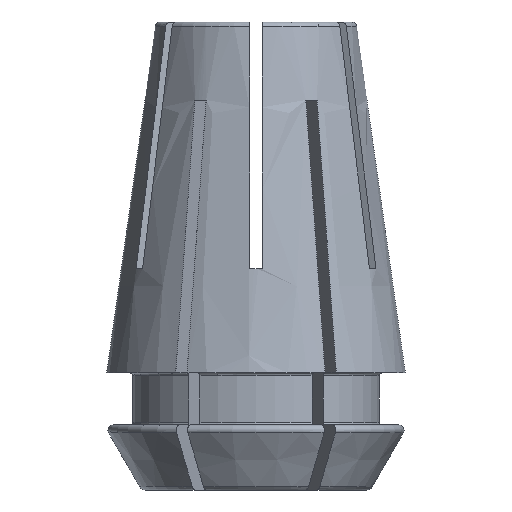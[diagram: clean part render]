
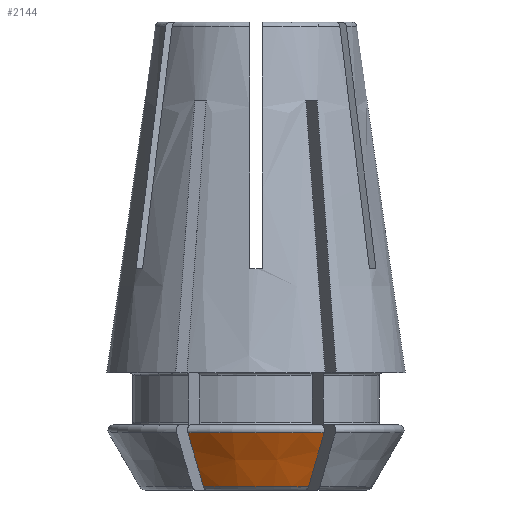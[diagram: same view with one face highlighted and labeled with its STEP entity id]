
A CAD part, left-side view. The second image highlights one B-rep face of the part: STEP entity #2144.
In plain terms, the highlighted conical face has half-angle 30 degrees and reference radius 5.623 mm.
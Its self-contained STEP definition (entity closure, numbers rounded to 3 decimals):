
#20=CONICAL_SURFACE('',#2378,5.623,0.524);
#208=CIRCLE('',#2250,5.677);
#230=CIRCLE('',#2291,9259.701);
#277=CIRCLE('',#2379,9259.701);
#278=CIRCLE('',#2380,4.479);
#692=ORIENTED_EDGE('',*,*,#1266,.T.);
#693=ORIENTED_EDGE('',*,*,#1069,.T.);
#694=ORIENTED_EDGE('',*,*,#1153,.F.);
#695=ORIENTED_EDGE('',*,*,#1267,.T.);
#1069=EDGE_CURVE('',#1410,#1408,#208,.T.);
#1153=EDGE_CURVE('',#1468,#1408,#230,.T.);
#1266=EDGE_CURVE('',#1541,#1410,#277,.T.);
#1267=EDGE_CURVE('',#1468,#1541,#278,.T.);
#1408=VERTEX_POINT('',#3267);
#1410=VERTEX_POINT('',#3270);
#1468=VERTEX_POINT('',#3521);
#1541=VERTEX_POINT('',#3871);
#1849=EDGE_LOOP('',(#692,#693,#694,#695));
#1967=FACE_BOUND('',#1849,.T.);
#2144=ADVANCED_FACE('',(#1967),#20,.T.);
#2250=AXIS2_PLACEMENT_3D('',#3269,#2579,#2580);
#2291=AXIS2_PLACEMENT_3D('',#3520,#2695,#2696);
#2378=AXIS2_PLACEMENT_3D('',#3869,#2901,#2902);
#2379=AXIS2_PLACEMENT_3D('',#3870,#2903,#2904);
#2380=AXIS2_PLACEMENT_3D('',#3872,#2905,#2906);
#2579=DIRECTION('',(0.,0.,-1.));
#2580=DIRECTION('',(-1.,0.,0.));
#2695=DIRECTION('',(0.5,0.866,0.));
#2696=DIRECTION('',(-0.75,0.433,-0.501));
#2901=DIRECTION('',(0.,0.,1.));
#2902=DIRECTION('',(1.,0.,0.));
#2903=DIRECTION('',(-0.5,0.866,0.));
#2904=DIRECTION('',(-0.75,-0.433,-0.501));
#2905=DIRECTION('',(0.,0.,1.));
#2906=DIRECTION('',(1.,0.,0.));
#3267=CARTESIAN_POINT('',(-5.036,2.619,-2.3));
#3269=CARTESIAN_POINT('',(0.,0.,-2.3));
#3270=CARTESIAN_POINT('',(-5.036,-2.619,-2.3));
#3520=CARTESIAN_POINT('',(6938.12,-4006.014,4630.787));
#3521=CARTESIAN_POINT('',(-3.998,2.019,-4.375));
#3869=CARTESIAN_POINT('',(0.,0.,-2.393));
#3870=CARTESIAN_POINT('',(6938.12,4006.014,4630.787));
#3871=CARTESIAN_POINT('',(-3.998,-2.019,-4.375));
#3872=CARTESIAN_POINT('',(0.,0.,-4.375));
